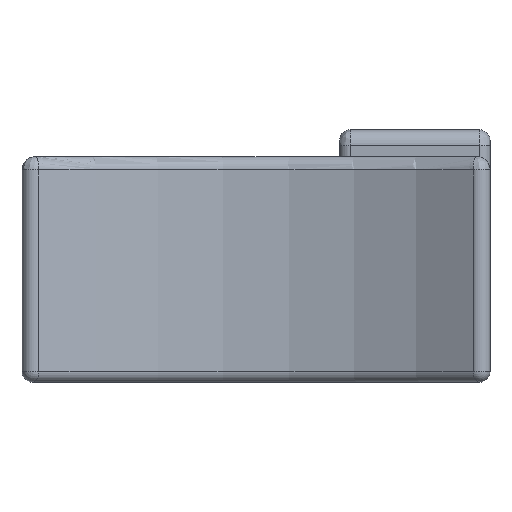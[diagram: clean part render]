
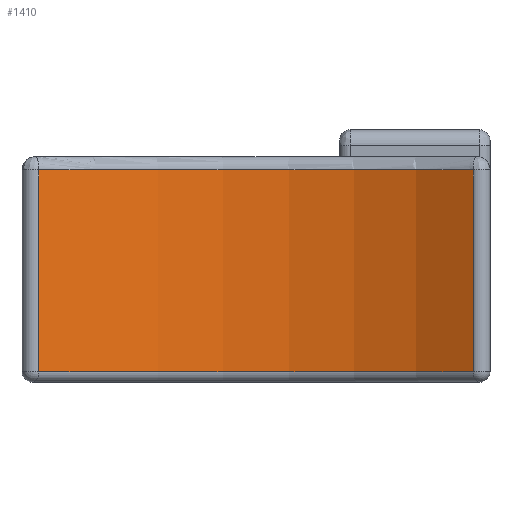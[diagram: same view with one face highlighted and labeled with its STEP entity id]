
A CAD part, front view. The second image highlights one B-rep face of the part: STEP entity #1410.
In plain terms, the highlighted cylindrical face has radius 71.5 mm (diameter 143 mm), a partial arc.
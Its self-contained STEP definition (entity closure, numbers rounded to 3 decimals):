
#118=FACE_OUTER_BOUND('',#214,.T.);
#214=EDGE_LOOP('',(#1011,#1012,#1013,#1014));
#319=LINE('',#2318,#402);
#320=LINE('',#2322,#403);
#402=VECTOR('',#1827,10.);
#403=VECTOR('',#1832,10.);
#474=CIRCLE('',#1524,71.5);
#493=CIRCLE('',#1555,71.5);
#588=VERTEX_POINT('',#2214);
#589=VERTEX_POINT('',#2216);
#618=VERTEX_POINT('',#2317);
#619=VERTEX_POINT('',#2321);
#720=EDGE_CURVE('',#588,#589,#474,.T.);
#763=EDGE_CURVE('',#589,#618,#319,.T.);
#765=EDGE_CURVE('',#619,#588,#320,.T.);
#766=EDGE_CURVE('',#618,#619,#493,.T.);
#1011=ORIENTED_EDGE('',*,*,#720,.F.);
#1012=ORIENTED_EDGE('',*,*,#765,.F.);
#1013=ORIENTED_EDGE('',*,*,#766,.F.);
#1014=ORIENTED_EDGE('',*,*,#763,.F.);
#1363=CYLINDRICAL_SURFACE('',#1554,71.5);
#1410=ADVANCED_FACE('',(#118),#1363,.F.);
#1524=AXIS2_PLACEMENT_3D('',#2217,#1747,#1748);
#1554=AXIS2_PLACEMENT_3D('',#2320,#1830,#1831);
#1555=AXIS2_PLACEMENT_3D('',#2323,#1833,#1834);
#1747=DIRECTION('center_axis',(0.,0.,1.));
#1748=DIRECTION('ref_axis',(0.,1.,0.));
#1827=DIRECTION('',(0.,0.,1.));
#1830=DIRECTION('center_axis',(0.,0.,1.));
#1831=DIRECTION('ref_axis',(1.,0.,0.));
#1832=DIRECTION('',(0.,0.,-1.));
#1833=DIRECTION('center_axis',(0.,0.,-1.));
#1834=DIRECTION('ref_axis',(0.,1.,0.));
#2214=CARTESIAN_POINT('',(40.396,58.995,-6.));
#2216=CARTESIAN_POINT('',(-40.396,58.995,-6.));
#2217=CARTESIAN_POINT('Origin',(0.,0.,-6.));
#2317=CARTESIAN_POINT('',(-40.396,58.995,31.5));
#2318=CARTESIAN_POINT('',(-40.396,58.995,0.));
#2320=CARTESIAN_POINT('Origin',(0.,0.,0.));
#2321=CARTESIAN_POINT('',(40.396,58.995,31.5));
#2322=CARTESIAN_POINT('',(40.396,58.995,0.));
#2323=CARTESIAN_POINT('Origin',(0.,0.,31.5));
